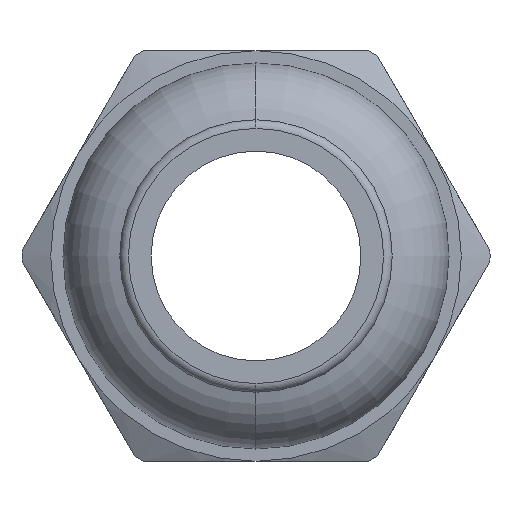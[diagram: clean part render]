
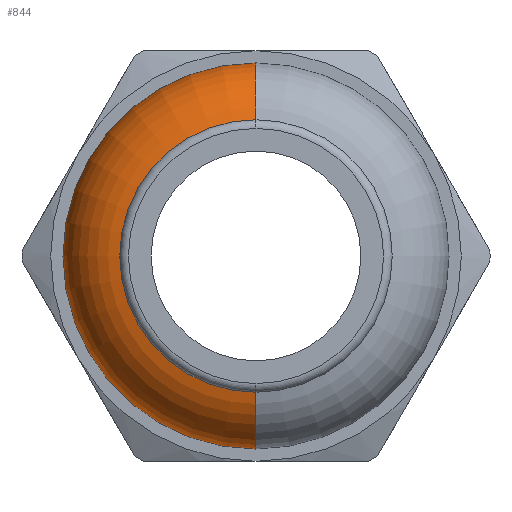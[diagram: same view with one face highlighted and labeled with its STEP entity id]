
A CAD part, left-side view. The second image highlights one B-rep face of the part: STEP entity #844.
In plain terms, the highlighted toroidal (fillet/blend) face has major radius 3.518 mm and minor radius 2.095 mm.
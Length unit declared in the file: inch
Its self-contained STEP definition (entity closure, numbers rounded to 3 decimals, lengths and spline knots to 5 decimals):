
#62 = VERTEX_POINT ( 'NONE', #1579 ) ;
#63 = ORIENTED_EDGE ( 'NONE', *, *, #1589, .F. ) ;
#431 = VERTEX_POINT ( 'NONE', #2289 ) ;
#754 = VERTEX_POINT ( 'NONE', #2957 ) ;
#844 = ADVANCED_FACE ( 'NONE', ( #3112 ), #3110, .T. ) ;
#1012 = EDGE_CURVE ( 'NONE', #431, #62, #3463, .T. ) ;
#1019 = EDGE_LOOP ( 'NONE', ( #1709, #1812, #63, #1632 ) ) ;
#1579 = CARTESIAN_POINT ( 'NONE',  ( -0.395, 0., 0.156 ) ) ;
#1589 = EDGE_CURVE ( 'NONE', #62, #1824, #4164, .T. ) ;
#1632 = ORIENTED_EDGE ( 'NONE', *, *, #1012, .F. ) ;
#1709 = ORIENTED_EDGE ( 'NONE', *, *, #1796, .F. ) ;
#1762 = EDGE_CURVE ( 'NONE', #754, #1824, #4155, .T. ) ;
#1796 = EDGE_CURVE ( 'NONE', #754, #431, #4145, .T. ) ;
#1812 = ORIENTED_EDGE ( 'NONE', *, *, #1762, .T. ) ;
#1824 = VERTEX_POINT ( 'NONE', #4140 ) ;
#2289 = CARTESIAN_POINT ( 'NONE',  ( -0.31437, 0., 0.22102 ) ) ;
#2957 = CARTESIAN_POINT ( 'NONE',  ( -0.31437, 0., -0.22102 ) ) ;
#3107 = DIRECTION ( 'NONE',  ( 0., 0., 1. ) ) ;
#3108 = DIRECTION ( 'NONE',  ( -1., 0., 0. ) ) ;
#3109 = AXIS2_PLACEMENT_3D ( 'NONE', #3111, #3108, #3107 ) ;
#3110 = TOROIDAL_SURFACE ( 'NONE', #3109, 0.13852, 0.0825 ) ;
#3111 = CARTESIAN_POINT ( 'NONE',  ( -0.31437, 0., 0. ) ) ;
#3112 = FACE_OUTER_BOUND ( 'NONE', #1019, .T. ) ;
#3461 = CARTESIAN_POINT ( 'NONE',  ( -0.31437, 0., 0.13852 ) ) ;
#3462 = AXIS2_PLACEMENT_3D ( 'NONE', #3461, #3522, #3521 ) ;
#3463 = CIRCLE ( 'NONE', #3462, 0.0825 ) ;
#3521 = DIRECTION ( 'NONE',  ( 0., 0., -1. ) ) ;
#3522 = DIRECTION ( 'NONE',  ( 0., -1., 0. ) ) ;
#4140 = CARTESIAN_POINT ( 'NONE',  ( -0.395, 0., -0.156 ) ) ;
#4141 = DIRECTION ( 'NONE',  ( 0., 0., 1. ) ) ;
#4142 = DIRECTION ( 'NONE',  ( 1., 0., 0. ) ) ;
#4143 = CARTESIAN_POINT ( 'NONE',  ( -0.31437, 0., 0. ) ) ;
#4144 = AXIS2_PLACEMENT_3D ( 'NONE', #4143, #4142, #4141 ) ;
#4145 = CIRCLE ( 'NONE', #4144, 0.22102 ) ;
#4151 = DIRECTION ( 'NONE',  ( 0., 0., 1. ) ) ;
#4152 = DIRECTION ( 'NONE',  ( 0., 1., 0. ) ) ;
#4153 = CARTESIAN_POINT ( 'NONE',  ( -0.31437, 0., -0.13852 ) ) ;
#4154 = AXIS2_PLACEMENT_3D ( 'NONE', #4153, #4152, #4151 ) ;
#4155 = CIRCLE ( 'NONE', #4154, 0.0825 ) ;
#4156 = DIRECTION ( 'NONE',  ( 0., 0., 1. ) ) ;
#4157 = DIRECTION ( 'NONE',  ( -1., 0., 0. ) ) ;
#4158 = CARTESIAN_POINT ( 'NONE',  ( -0.395, 0., 0. ) ) ;
#4159 = AXIS2_PLACEMENT_3D ( 'NONE', #4158, #4157, #4156 ) ;
#4164 = CIRCLE ( 'NONE', #4159, 0.156 ) ;
